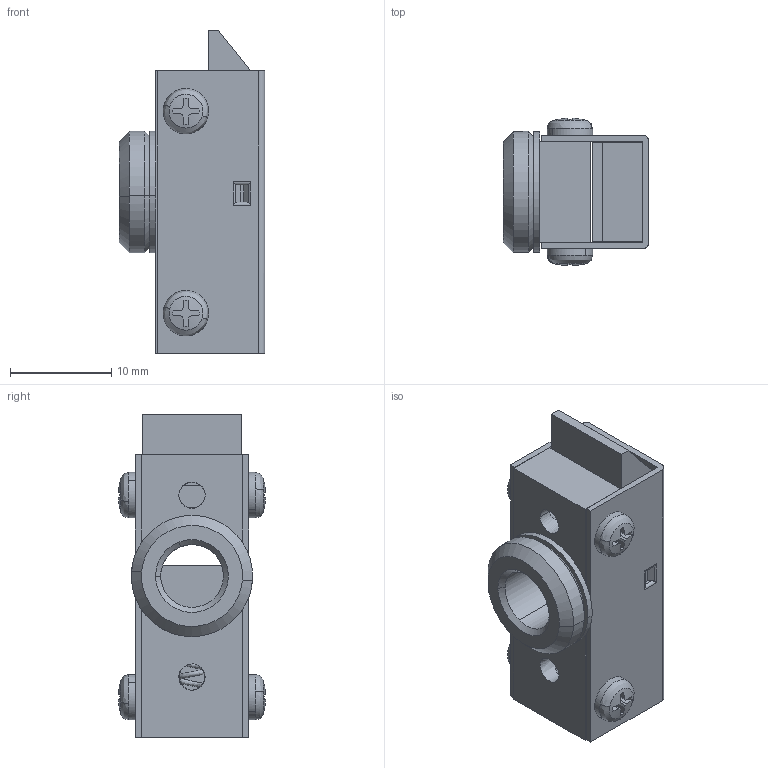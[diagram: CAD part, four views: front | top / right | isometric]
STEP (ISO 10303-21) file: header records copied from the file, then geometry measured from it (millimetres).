
FILE_DESCRIPTION((''),'2;1');
FILE_NAME('','2005-07-15T16:39:55',(''),(''),'','CADfix','');
FILE_SCHEMA(('AUTOMOTIVE_DESIGN'));
Length unit declared in the file: millimetre
Products named in the file (8): screw; washer; spring; nut; latch; housing; base; TL_32_1_10221_36
Assembly tree (10 placements, depth 2):
  TL_32_1_10221_36
    screw  x4
    washer
    spring
    nut
    latch
    housing
    base
Bounding box: 14.4 x 14.56 x 32 mm (x, y, z)
Volume: 2447.6 mm3; surface area: 4566.9 mm2
Topology: 10 solids, 10 shells, 230 faces, 707 edges, 506 vertices
Faces by surface type: bspline 230
Entity records: 7701 total; most frequent: CARTESIAN_POINT 4846, ORIENTED_EDGE 946, EDGE_CURVE 473, VERTEX_POINT 344, QUASI_UNIFORM_CURVE 225, EDGE_LOOP 185, FACE_OUTER_BOUND 149, ADVANCED_FACE 149
